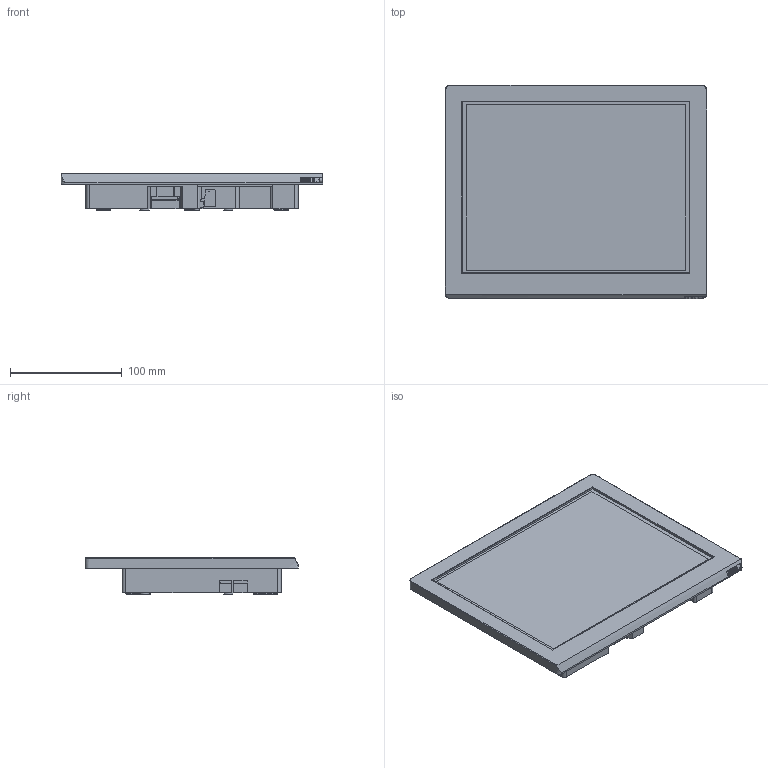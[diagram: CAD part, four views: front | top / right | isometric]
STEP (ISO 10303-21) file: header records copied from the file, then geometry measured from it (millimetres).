
FILE_DESCRIPTION(/* description */ (''),/* implementation_level */ '2;1');
FILE_NAME(/* name */ 'CANTouch',/* time_stamp */ '2022-03-14T14:44:55+01:00',/* author */ (''),/* organization */ (''),/* preprocessor_version */ 'ST-DEVELOPER v16.5',/* originating_system */ 'Rhino 7.15',/* authorisation */ '');
FILE_SCHEMA (('AUTOMOTIVE_DESIGN'));
Length unit declared in the file: millimetre
Products named in the file (1): Document
Bounding box: 234.22 x 191.71 x 32.6 mm (x, y, z)
Volume: 7807.4 mm3; surface area: 132879 mm2
Topology: 5 solids, 21 shells, 496 faces, 1321 edges, 852 vertices
Faces by surface type: plane 300, bspline 113, cylinder 83
Full cylindrical faces by diameter (mm): 1 x2, 2.5 x1, 2.7 x4, 3 x4, 3.251 x2, 3.8 x4, 4.4 x4, 4.8 x3, 5 x6, 7 x1, 8.4 x3
Entity records: 18139 total; most frequent: CARTESIAN_POINT 9490, ORIENTED_EDGE 2447, EDGE_CURVE 1321, B_SPLINE_CURVE_WITH_KNOTS 1018, VERTEX_POINT 852, EDGE_LOOP 553, ADVANCED_FACE 495, FACE_OUTER_BOUND 495
